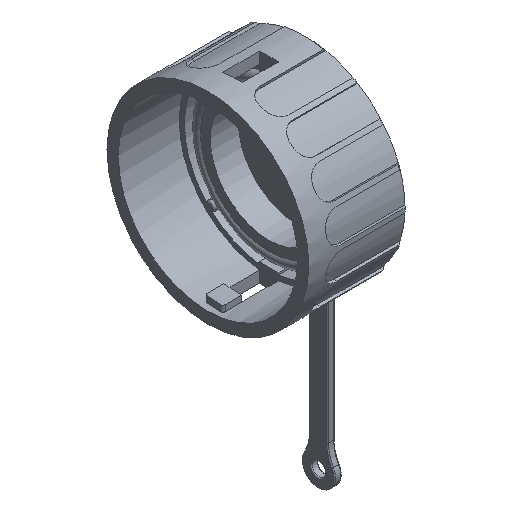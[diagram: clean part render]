
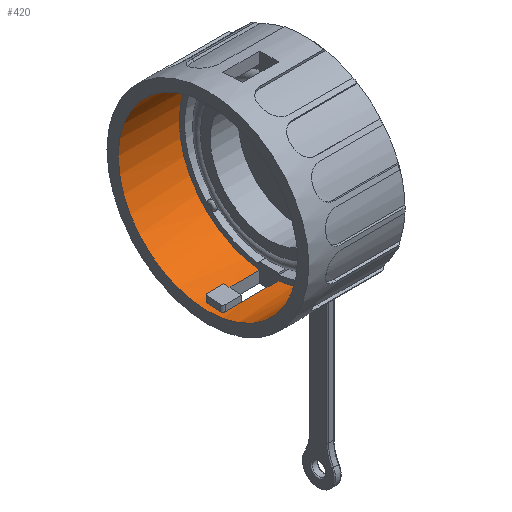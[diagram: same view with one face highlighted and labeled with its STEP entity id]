
A CAD part, isometric view. The second image highlights one B-rep face of the part: STEP entity #420.
In plain terms, the highlighted cylindrical face has radius 19.1 mm (diameter 38.2 mm), a full revolution.
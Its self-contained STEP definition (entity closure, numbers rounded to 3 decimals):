
#420=ADVANCED_FACE('',(#827,#828),#602,.F.);
#602=CYLINDRICAL_SURFACE('',#3845,19.1);
#701=B_SPLINE_CURVE_WITH_KNOTS('',3,(#6035,#6036,#6037,#6038),
 .UNSPECIFIED.,.F.,.F.,(4,4),(0.,1.),.UNSPECIFIED.);
#702=B_SPLINE_CURVE_WITH_KNOTS('',3,(#6042,#6043,#6044,#6045),
 .UNSPECIFIED.,.F.,.F.,(4,4),(0.,1.),.UNSPECIFIED.);
#703=B_SPLINE_CURVE_WITH_KNOTS('',3,(#6047,#6048,#6049,#6050),
 .UNSPECIFIED.,.F.,.F.,(4,4),(0.,1.),.UNSPECIFIED.);
#704=B_SPLINE_CURVE_WITH_KNOTS('',3,(#6111,#6112,#6113,#6114),
 .UNSPECIFIED.,.F.,.F.,(4,4),(0.,1.),.UNSPECIFIED.);
#705=B_SPLINE_CURVE_WITH_KNOTS('',3,(#6118,#6119,#6120,#6121),
 .UNSPECIFIED.,.F.,.F.,(4,4),(0.,1.),.UNSPECIFIED.);
#706=B_SPLINE_CURVE_WITH_KNOTS('',3,(#6123,#6124,#6125,#6126),
 .UNSPECIFIED.,.F.,.F.,(4,4),(0.,1.),.UNSPECIFIED.);
#827=FACE_BOUND('',#974,.T.);
#828=FACE_BOUND('',#975,.T.);
#974=EDGE_LOOP('',(#1866));
#975=EDGE_LOOP('',(#1867,#1868,#1869,#1870,#1871,#1872,#1873,#1874,#1875,
#1876,#1877,#1878,#1879,#1880,#1881,#1882,#1883));
#1226=LINE('',#5818,#1413);
#1244=LINE('',#6012,#1431);
#1246=LINE('',#6017,#1433);
#1256=LINE('',#6056,#1443);
#1258=LINE('',#6061,#1445);
#1262=LINE('',#6070,#1449);
#1268=LINE('',#6090,#1455);
#1272=LINE('',#6100,#1459);
#1413=VECTOR('',#4319,1.);
#1431=VECTOR('',#4385,1.);
#1433=VECTOR('',#4389,1.);
#1443=VECTOR('',#4413,1.);
#1445=VECTOR('',#4417,1.);
#1449=VECTOR('',#4427,1.);
#1455=VECTOR('',#4447,1.);
#1459=VECTOR('',#4457,1.);
#1866=ORIENTED_EDGE('',*,*,#3193,.F.);
#1867=ORIENTED_EDGE('',*,*,#3192,.T.);
#1868=ORIENTED_EDGE('',*,*,#3106,.T.);
#1869=ORIENTED_EDGE('',*,*,#3143,.T.);
#1870=ORIENTED_EDGE('',*,*,#3171,.T.);
#1871=ORIENTED_EDGE('',*,*,#3167,.T.);
#1872=ORIENTED_EDGE('',*,*,#3145,.T.);
#1873=ORIENTED_EDGE('',*,*,#3154,.T.);
#1874=ORIENTED_EDGE('',*,*,#3156,.T.);
#1875=ORIENTED_EDGE('',*,*,#3157,.T.);
#1876=ORIENTED_EDGE('',*,*,#3160,.T.);
#1877=ORIENTED_EDGE('',*,*,#3162,.T.);
#1878=ORIENTED_EDGE('',*,*,#3175,.T.);
#1879=ORIENTED_EDGE('',*,*,#3174,.T.);
#1880=ORIENTED_EDGE('',*,*,#3178,.T.);
#1881=ORIENTED_EDGE('',*,*,#3183,.T.);
#1882=ORIENTED_EDGE('',*,*,#3189,.T.);
#1883=ORIENTED_EDGE('',*,*,#3191,.T.);
#2732=VERTEX_POINT('',#5812);
#2735=VERTEX_POINT('',#5817);
#2755=VERTEX_POINT('',#6011);
#2757=VERTEX_POINT('',#6016);
#2758=VERTEX_POINT('',#6018);
#2764=VERTEX_POINT('',#6034);
#2765=VERTEX_POINT('',#6041);
#2766=VERTEX_POINT('',#6051);
#2767=VERTEX_POINT('',#6055);
#2768=VERTEX_POINT('',#6059);
#2772=VERTEX_POINT('',#6071);
#2775=VERTEX_POINT('',#6081);
#2776=VERTEX_POINT('',#6083);
#2778=VERTEX_POINT('',#6089);
#2781=VERTEX_POINT('',#6099);
#2784=VERTEX_POINT('',#6110);
#2785=VERTEX_POINT('',#6117);
#2786=VERTEX_POINT('',#6129);
#3106=EDGE_CURVE('',#2732,#2735,#1226,.T.);
#3143=EDGE_CURVE('',#2735,#2755,#1244,.T.);
#3145=EDGE_CURVE('',#2758,#2757,#1246,.T.);
#3154=EDGE_CURVE('',#2757,#2764,#701,.T.);
#3156=EDGE_CURVE('',#2764,#2765,#702,.T.);
#3157=EDGE_CURVE('',#2765,#2766,#703,.T.);
#3160=EDGE_CURVE('',#2766,#2767,#1256,.T.);
#3162=EDGE_CURVE('',#2767,#2768,#1258,.T.);
#3167=EDGE_CURVE('',#2772,#2758,#1262,.T.);
#3171=EDGE_CURVE('',#2755,#2772,#3574,.T.);
#3174=EDGE_CURVE('',#2776,#2775,#3576,.T.);
#3175=EDGE_CURVE('',#2768,#2776,#3577,.T.);
#3178=EDGE_CURVE('',#2775,#2778,#1268,.T.);
#3183=EDGE_CURVE('',#2778,#2781,#1272,.T.);
#3189=EDGE_CURVE('',#2781,#2784,#704,.T.);
#3191=EDGE_CURVE('',#2784,#2785,#705,.T.);
#3192=EDGE_CURVE('',#2785,#2732,#706,.T.);
#3193=EDGE_CURVE('',#2786,#2786,#3580,.T.);
#3574=CIRCLE('',#3829,19.1);
#3576=CIRCLE('',#3831,19.1);
#3577=CIRCLE('',#3832,19.1);
#3580=CIRCLE('',#3844,19.1);
#3829=AXIS2_PLACEMENT_3D('',#6077,#4434,#4435);
#3831=AXIS2_PLACEMENT_3D('',#6082,#4439,#4440);
#3832=AXIS2_PLACEMENT_3D('',#6084,#4441,#4442);
#3844=AXIS2_PLACEMENT_3D('',#6128,#4476,#4477);
#3845=AXIS2_PLACEMENT_3D('',#6130,#4478,#4479);
#4319=DIRECTION('',(1.,0.,0.));
#4385=DIRECTION('',(1.,0.,0.));
#4389=DIRECTION('',(-1.,0.,0.));
#4413=DIRECTION('',(1.,0.,0.));
#4417=DIRECTION('',(1.,0.,0.));
#4427=DIRECTION('',(-1.,0.,0.));
#4434=DIRECTION('',(1.,0.,0.));
#4435=DIRECTION('',(0.,-0.105,0.995));
#4439=DIRECTION('',(1.,0.,0.));
#4440=DIRECTION('',(0.,1.,0.));
#4441=DIRECTION('',(1.,0.,0.));
#4442=DIRECTION('',(0.,0.105,-0.995));
#4447=DIRECTION('',(-1.,0.,0.));
#4457=DIRECTION('',(-1.,0.,0.));
#4476=DIRECTION('',(1.,0.,0.));
#4477=DIRECTION('',(0.,1.,0.));
#4478=DIRECTION('',(1.,0.,0.));
#4479=DIRECTION('',(0.,1.,0.));
#5812=CARTESIAN_POINT('',(-17.839,-2.8,18.995));
#5817=CARTESIAN_POINT('',(-14.295,-2.8,18.995));
#5818=CARTESIAN_POINT('',(-17.839,-2.8,18.995));
#6011=CARTESIAN_POINT('',(-6.695,-2.8,18.995));
#6012=CARTESIAN_POINT('',(-14.295,-2.8,18.995));
#6016=CARTESIAN_POINT('',(-18.048,-2.8,-18.995));
#6017=CARTESIAN_POINT('',(-14.574,-2.8,-18.995));
#6018=CARTESIAN_POINT('',(-14.574,-2.8,-18.995));
#6034=CARTESIAN_POINT('',(-18.547,-2.265,-19.044));
#6035=CARTESIAN_POINT('',(-18.048,-2.8,-18.995));
#6036=CARTESIAN_POINT('',(-18.338,-2.798,-18.995));
#6037=CARTESIAN_POINT('',(-18.567,-2.552,-19.022));
#6038=CARTESIAN_POINT('',(-18.547,-2.265,-19.044));
#6041=CARTESIAN_POINT('',(-18.337,0.735,-19.038));
#6042=CARTESIAN_POINT('',(-18.547,-2.265,-19.044));
#6043=CARTESIAN_POINT('',(-18.477,-1.267,-19.121));
#6044=CARTESIAN_POINT('',(-18.407,-0.263,-19.119));
#6045=CARTESIAN_POINT('',(-18.337,0.735,-19.038));
#6047=CARTESIAN_POINT('',(-18.337,0.735,-19.038));
#6048=CARTESIAN_POINT('',(-18.319,0.994,-19.017));
#6049=CARTESIAN_POINT('',(-18.099,1.199,-18.995));
#6050=CARTESIAN_POINT('',(-17.839,1.2,-18.995));
#6051=CARTESIAN_POINT('',(-17.839,1.2,-18.995));
#6055=CARTESIAN_POINT('',(-14.295,1.2,-18.995));
#6056=CARTESIAN_POINT('',(-17.839,1.2,-18.995));
#6059=CARTESIAN_POINT('',(-6.695,1.2,-18.995));
#6061=CARTESIAN_POINT('',(-14.295,1.2,-18.995));
#6070=CARTESIAN_POINT('',(-6.695,-2.8,-18.995));
#6071=CARTESIAN_POINT('',(-6.695,-2.8,-18.995));
#6077=CARTESIAN_POINT('',(-6.695,-0.8,0.));
#6081=CARTESIAN_POINT('',(-6.695,1.2,18.995));
#6082=CARTESIAN_POINT('',(-6.695,-0.8,0.));
#6083=CARTESIAN_POINT('',(-6.695,18.3,0.));
#6084=CARTESIAN_POINT('',(-6.695,-0.8,0.));
#6089=CARTESIAN_POINT('',(-14.574,1.2,18.995));
#6090=CARTESIAN_POINT('',(-6.695,1.2,18.995));
#6099=CARTESIAN_POINT('',(-18.048,1.2,18.995));
#6100=CARTESIAN_POINT('',(-14.574,1.2,18.995));
#6110=CARTESIAN_POINT('',(-18.547,0.665,19.044));
#6111=CARTESIAN_POINT('',(-18.048,1.2,18.995));
#6112=CARTESIAN_POINT('',(-18.338,1.199,18.995));
#6113=CARTESIAN_POINT('',(-18.567,0.953,19.022));
#6114=CARTESIAN_POINT('',(-18.547,0.665,19.044));
#6117=CARTESIAN_POINT('',(-18.337,-2.335,19.038));
#6118=CARTESIAN_POINT('',(-18.547,0.665,19.044));
#6119=CARTESIAN_POINT('',(-18.477,-0.333,19.121));
#6120=CARTESIAN_POINT('',(-18.407,-1.337,19.119));
#6121=CARTESIAN_POINT('',(-18.337,-2.335,19.038));
#6123=CARTESIAN_POINT('',(-18.337,-2.335,19.038));
#6124=CARTESIAN_POINT('',(-18.319,-2.593,19.017));
#6125=CARTESIAN_POINT('',(-18.099,-2.799,18.995));
#6126=CARTESIAN_POINT('',(-17.839,-2.8,18.995));
#6128=CARTESIAN_POINT('',(-19.695,-0.8,0.));
#6129=CARTESIAN_POINT('',(-19.695,18.3,0.));
#6130=CARTESIAN_POINT('',(-19.695,-0.8,0.));
